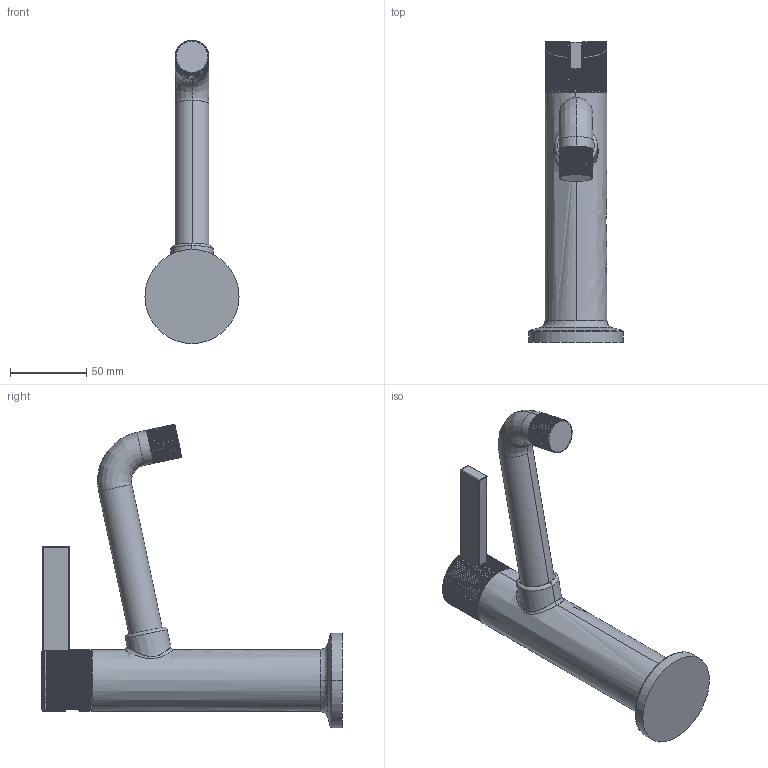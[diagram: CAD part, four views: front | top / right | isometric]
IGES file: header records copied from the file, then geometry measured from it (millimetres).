
Start section:  PTC IGES file: 3233_sw0001.igs
Global section: file name: 3233_sw0001.igs; native system: Creo Parametric by PTC Inc.; preprocessor: 2023134; author: nehatek; organization: Unknown; date: 20240517.193615; units: inch
Bounding box: 61.72 x 196.94 x 198.75 mm (x, y, z)
Surface area: 52917.2 mm2 (no closed solid volume)
Topology: 0 solids, 0 shells, 650 faces, 3712 edges, 3712 vertices
Faces by surface type: bspline 367, revolution 283
